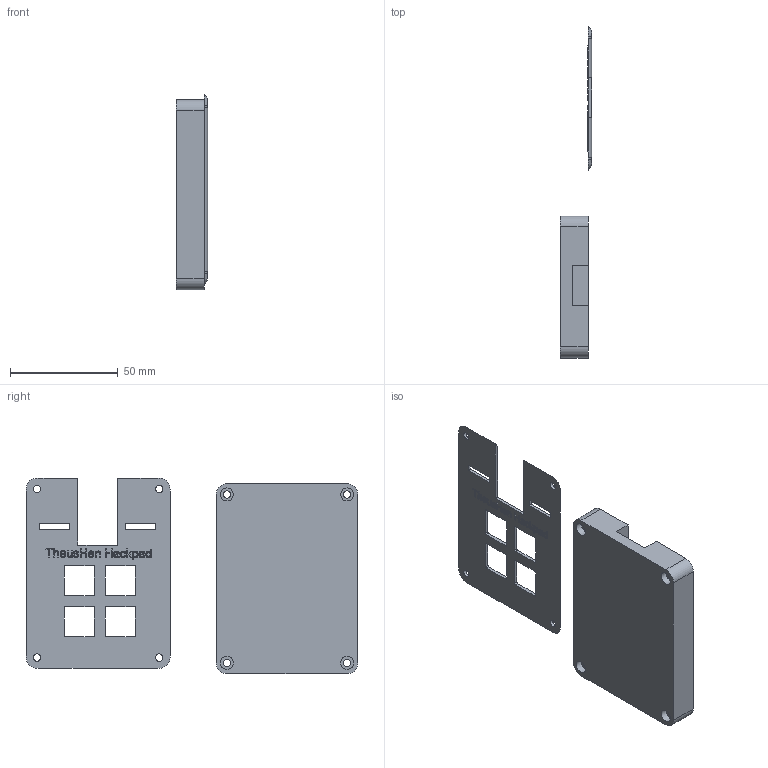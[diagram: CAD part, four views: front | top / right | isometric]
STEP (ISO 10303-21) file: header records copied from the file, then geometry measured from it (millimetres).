
FILE_DESCRIPTION(/* description */ (''),/* implementation_level */ '2;1');
FILE_NAME(/* name */ 'hackpad_entire.step',/* time_stamp */ '2026-01-21T06:45:56-03:00',/* author */ (''),/* organization */ (''),/* preprocessor_version */ 'ST-DEVELOPER v20.1',/* originating_system */ 'Autodesk Translation Framework v14.21.0.0',/* authorisation */ '');
FILE_SCHEMA (('AUTOMOTIVE_DESIGN { 1 0 10303 214 3 1 1 }'));
Length unit declared in the file: centimetre
Products named in the file (2): hackpad; hackpad_top v3
Assembly tree (1 placements, depth 2):
  hackpad
    hackpad_top v3
Bounding box: 14.5 x 154.09 x 90.77 mm (x, y, z)
Volume: 46946.1 mm3; surface area: 27827.2 mm2
Topology: 2 solids, 2 shells, 426 faces, 1193 edges, 792 vertices
Faces by surface type: bspline 217, plane 164, cylinder 45
Full cylindrical faces by diameter (mm): 3.4 x8, 6 x4
Entity records: 15769 total; most frequent: CARTESIAN_POINT 6107, ORIENTED_EDGE 2386, DIRECTION 1275, EDGE_CURVE 1193, VERTEX_POINT 792, LINE 667, VECTOR 667, EDGE_LOOP 475
